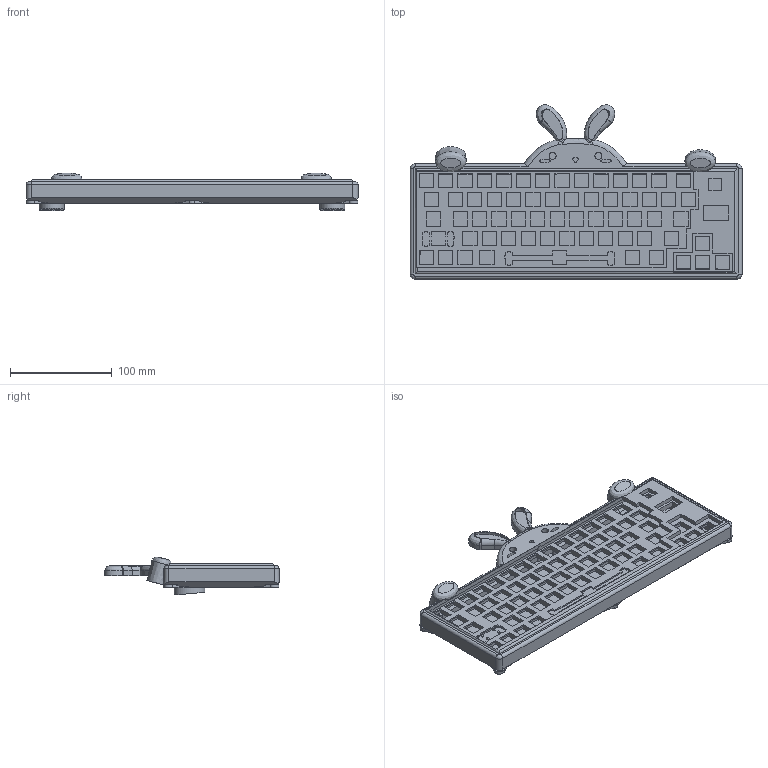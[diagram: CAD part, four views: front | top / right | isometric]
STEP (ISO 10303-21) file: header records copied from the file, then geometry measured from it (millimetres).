
FILE_DESCRIPTION(/* description */ (''),/* implementation_level */ '2;1');
FILE_NAME(/* name */ 'rabbitboard_case v33.step',/* time_stamp */ '2025-06-25T18:00:01-04:00',/* author */ (''),/* organization */ (''),/* preprocessor_version */ 'ST-DEVELOPER v20.1',/* originating_system */ 'Autodesk Translation Framework v14.10.0.0',/* authorisation */ '');
FILE_SCHEMA (('AUTOMOTIVE_DESIGN { 1 0 10303 214 3 1 1 }'));
Length unit declared in the file: millimetre
Products named in the file (1): rabbitboard_case
Bounding box: 326.01 x 171.08 x 37.23 mm (x, y, z)
Volume: 337694 mm3; surface area: 204434.6 mm2
Topology: 3 solids, 3 shells, 922 faces, 2640 edges, 1748 vertices
Faces by surface type: plane 770, cylinder 85, bspline 67
Full cylindrical faces by diameter (mm): 2 x12, 3.6 x6, 5 x6, 7 x2
Entity records: 33104 total; most frequent: CARTESIAN_POINT 8996, ORIENTED_EDGE 5282, DIRECTION 4383, EDGE_CURVE 2641, LINE 2255, VECTOR 2255, VERTEX_POINT 1748, EDGE_LOOP 1102
